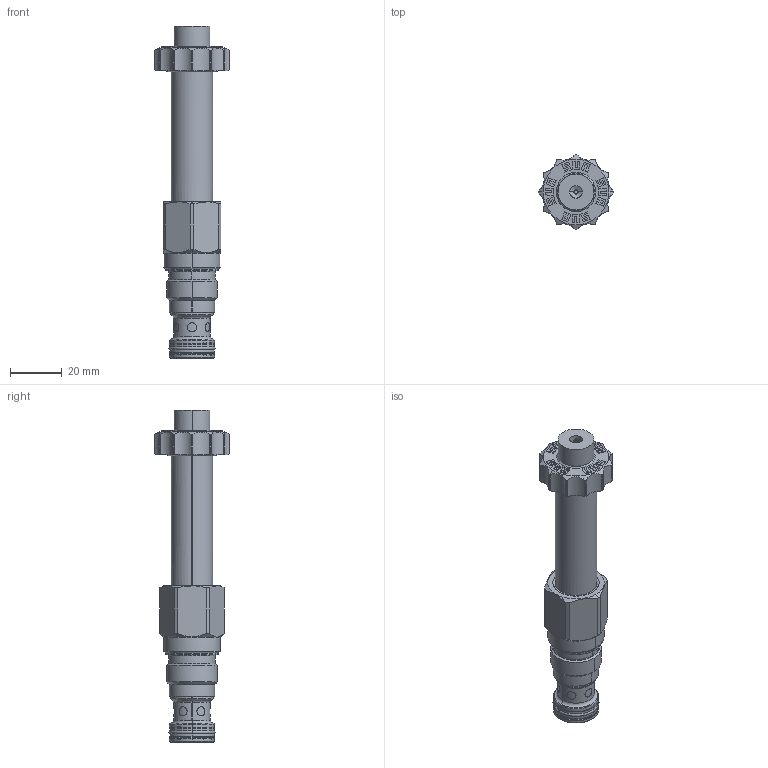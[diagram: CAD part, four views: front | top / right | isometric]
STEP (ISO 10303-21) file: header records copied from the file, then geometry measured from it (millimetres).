
FILE_DESCRIPTION((''),'2;1');
FILE_NAME('DTDFSCN_SW_PRT','2021-04-13T',('charlief'),(''),'PRO/ENGINEER BY PARAMETRIC TECHNOLOGY CORPORATION, 2016010','PRO/ENGINEER BY PARAMETRIC TECHNOLOGY CORPORATION, 2016010','');
FILE_SCHEMA(('CONFIG_CONTROL_DESIGN'));
Products named in the file (1): DTDFSCN_SW_PRT
Bounding box: 29.21 x 29.21 x 128.32 mm (x, y, z)
Surface area: 13800.9 mm2 (no closed solid volume)
Topology: 0 solids, 0 shells, 371 faces, 1840 edges, 1828 vertices
Faces by surface type: bspline 343, torus 28
Entity records: 92129 total; most frequent: CARTESIAN_POINT 75666, DIRECTION 2576, TRIMMED_CURVE 2244, VECTOR 1968, LINE 1968, DEFINITIONAL_REPRESENTATION 1816, PCURVE 1816, COMPOSITE_CURVE_SEGMENT 1816
